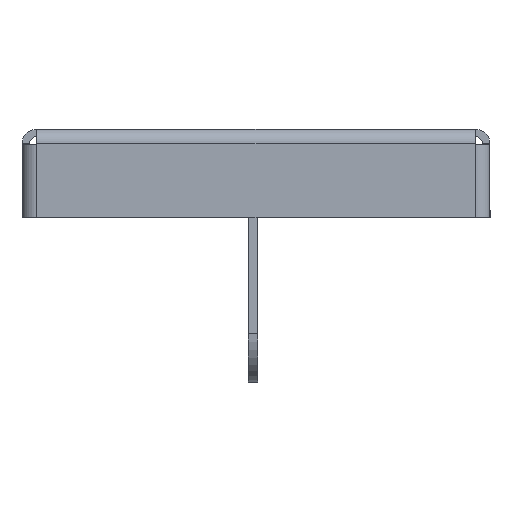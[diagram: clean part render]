
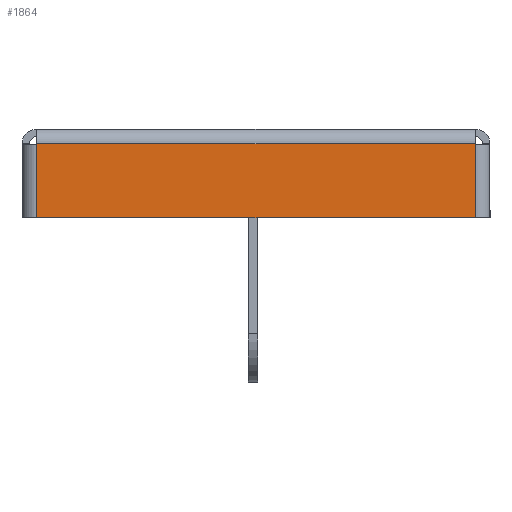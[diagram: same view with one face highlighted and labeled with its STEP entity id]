
A CAD part, left-side view. The second image highlights one B-rep face of the part: STEP entity #1864.
In plain terms, the highlighted planar face has unit normal (-1, 0, 0).
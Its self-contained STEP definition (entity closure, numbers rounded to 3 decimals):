
#8 = CARTESIAN_POINT ( 'NONE',  ( -292.8, 44.5, -3.1 ) ) ;
#46 = FACE_OUTER_BOUND ( 'NONE', #2783, .T. ) ;
#153 = AXIS2_PLACEMENT_3D ( 'NONE', #1116, #5979, #3719 ) ;
#234 = CARTESIAN_POINT ( 'NONE',  ( -292.8, -44.5, -3. ) ) ;
#886 = VECTOR ( 'NONE', #4299, 1000. ) ;
#944 = LINE ( 'NONE', #5876, #3369 ) ;
#945 = EDGE_CURVE ( 'NONE', #3776, #3308, #944, .T. ) ;
#1035 = LINE ( 'NONE', #2504, #1332 ) ;
#1103 = DIRECTION ( 'NONE',  ( 0., 0., 1. ) ) ;
#1116 = CARTESIAN_POINT ( 'NONE',  ( -292.8, 0., 0. ) ) ;
#1332 = VECTOR ( 'NONE', #4586, 1000. ) ;
#1436 = DIRECTION ( 'NONE',  ( 0., 1., 0. ) ) ;
#1591 = LINE ( 'NONE', #2604, #4641 ) ;
#1864 = ADVANCED_FACE ( 'NONE', ( #46 ), #2024, .F. ) ;
#1990 = CARTESIAN_POINT ( 'NONE',  ( -292.8, -44.5, 0. ) ) ;
#2024 = PLANE ( 'NONE',  #153 ) ;
#2274 = VECTOR ( 'NONE', #2420, 1000. ) ;
#2370 = LINE ( 'NONE', #5304, #2274 ) ;
#2420 = DIRECTION ( 'NONE',  ( 0., 0., 1. ) ) ;
#2465 = VERTEX_POINT ( 'NONE', #2820 ) ;
#2489 = LINE ( 'NONE', #1990, #6208 ) ;
#2504 = CARTESIAN_POINT ( 'NONE',  ( -292.8, -47.5, -3. ) ) ;
#2604 = CARTESIAN_POINT ( 'NONE',  ( -292.8, -44.5, -18. ) ) ;
#2625 = EDGE_CURVE ( 'NONE', #6151, #2465, #3053, .T. ) ;
#2783 = EDGE_LOOP ( 'NONE', ( #4291, #3018, #5056, #6106, #5004, #5871 ) ) ;
#2820 = CARTESIAN_POINT ( 'NONE',  ( -292.8, 44.5, -3. ) ) ;
#3015 = VERTEX_POINT ( 'NONE', #3213 ) ;
#3018 = ORIENTED_EDGE ( 'NONE', *, *, #4306, .T. ) ;
#3053 = LINE ( 'NONE', #5012, #886 ) ;
#3213 = CARTESIAN_POINT ( 'NONE',  ( -292.8, -44.5, -3.1 ) ) ;
#3308 = VERTEX_POINT ( 'NONE', #5433 ) ;
#3369 = VECTOR ( 'NONE', #1436, 1000. ) ;
#3719 = DIRECTION ( 'NONE',  ( 0., 0., -1. ) ) ;
#3776 = VERTEX_POINT ( 'NONE', #5422 ) ;
#4291 = ORIENTED_EDGE ( 'NONE', *, *, #945, .F. ) ;
#4299 = DIRECTION ( 'NONE',  ( 0., 0., 1. ) ) ;
#4306 = EDGE_CURVE ( 'NONE', #3776, #3015, #1591, .T. ) ;
#4586 = DIRECTION ( 'NONE',  ( 0., -1., 0. ) ) ;
#4641 = VECTOR ( 'NONE', #1103, 1000. ) ;
#4712 = EDGE_CURVE ( 'NONE', #2465, #6314, #1035, .T. ) ;
#4907 = EDGE_CURVE ( 'NONE', #3308, #6151, #2370, .T. ) ;
#5004 = ORIENTED_EDGE ( 'NONE', *, *, #2625, .F. ) ;
#5012 = CARTESIAN_POINT ( 'NONE',  ( -292.8, 44.5, 0. ) ) ;
#5056 = ORIENTED_EDGE ( 'NONE', *, *, #5388, .F. ) ;
#5304 = CARTESIAN_POINT ( 'NONE',  ( -292.8, 44.5, 0. ) ) ;
#5388 = EDGE_CURVE ( 'NONE', #6314, #3015, #2489, .T. ) ;
#5422 = CARTESIAN_POINT ( 'NONE',  ( -292.8, -44.5, -18. ) ) ;
#5433 = CARTESIAN_POINT ( 'NONE',  ( -292.8, 44.5, -18. ) ) ;
#5871 = ORIENTED_EDGE ( 'NONE', *, *, #4907, .F. ) ;
#5876 = CARTESIAN_POINT ( 'NONE',  ( -292.8, -47.5, -18. ) ) ;
#5944 = DIRECTION ( 'NONE',  ( 0., 0., -1. ) ) ;
#5979 = DIRECTION ( 'NONE',  ( 1., 0., 0. ) ) ;
#6106 = ORIENTED_EDGE ( 'NONE', *, *, #4712, .F. ) ;
#6151 = VERTEX_POINT ( 'NONE', #8 ) ;
#6208 = VECTOR ( 'NONE', #5944, 1000. ) ;
#6314 = VERTEX_POINT ( 'NONE', #234 ) ;
